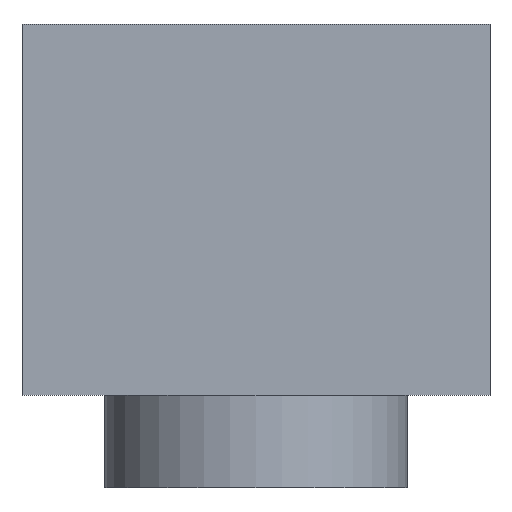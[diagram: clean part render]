
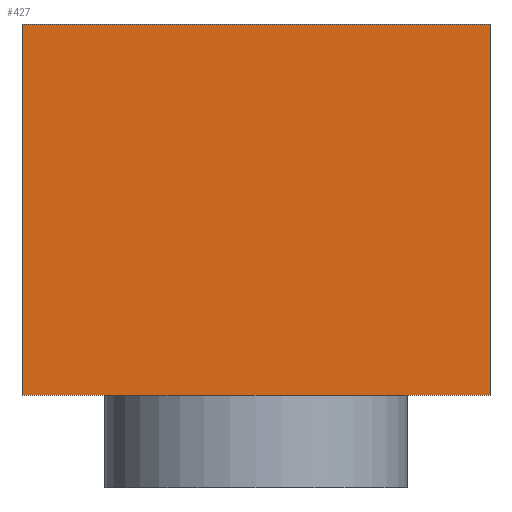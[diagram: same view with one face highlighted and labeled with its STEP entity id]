
A CAD part, front view. The second image highlights one B-rep face of the part: STEP entity #427.
In plain terms, the highlighted planar face has unit normal (0, -1, 0).
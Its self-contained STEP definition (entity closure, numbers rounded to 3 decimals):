
#41=DIRECTION('',(1.,0.,0.));
#42=VECTOR('',#41,11.6);
#43=CARTESIAN_POINT('',(0.,0.,0.));
#44=LINE('',#43,#42);
#49=DIRECTION('',(0.,0.,-1.));
#50=VECTOR('',#49,9.2);
#51=CARTESIAN_POINT('',(11.6,0.,0.));
#52=LINE('',#51,#50);
#56=DIRECTION('',(-1.,0.,0.));
#57=VECTOR('',#56,11.6);
#58=CARTESIAN_POINT('',(11.6,0.,-9.2));
#59=LINE('',#58,#57);
#63=DIRECTION('',(0.,0.,1.));
#64=VECTOR('',#63,9.2);
#65=CARTESIAN_POINT('',(0.,0.,-9.2));
#66=LINE('',#65,#64);
#356=CARTESIAN_POINT('',(0.,0.,0.));
#357=CARTESIAN_POINT('',(11.6,0.,0.));
#358=VERTEX_POINT('',#356);
#359=VERTEX_POINT('',#357);
#360=CARTESIAN_POINT('',(11.6,0.,-9.2));
#361=VERTEX_POINT('',#360);
#362=CARTESIAN_POINT('',(0.,0.,-9.2));
#363=VERTEX_POINT('',#362);
#412=CARTESIAN_POINT('',(0.,0.,0.));
#413=DIRECTION('',(0.,1.,0.));
#414=DIRECTION('',(1.,0.,0.));
#415=AXIS2_PLACEMENT_3D('',#412,#413,#414);
#416=PLANE('',#415);
#418=ORIENTED_EDGE('',*,*,#417,.T.);
#420=ORIENTED_EDGE('',*,*,#419,.T.);
#422=ORIENTED_EDGE('',*,*,#421,.T.);
#424=ORIENTED_EDGE('',*,*,#423,.T.);
#425=EDGE_LOOP('',(#418,#420,#422,#424));
#426=FACE_OUTER_BOUND('',#425,.F.);
#427=ADVANCED_FACE('',(#426),#416,.F.);
#417=EDGE_CURVE('',#358,#359,#44,.T.);
#419=EDGE_CURVE('',#359,#361,#52,.T.);
#421=EDGE_CURVE('',#361,#363,#59,.T.);
#423=EDGE_CURVE('',#363,#358,#66,.T.);
